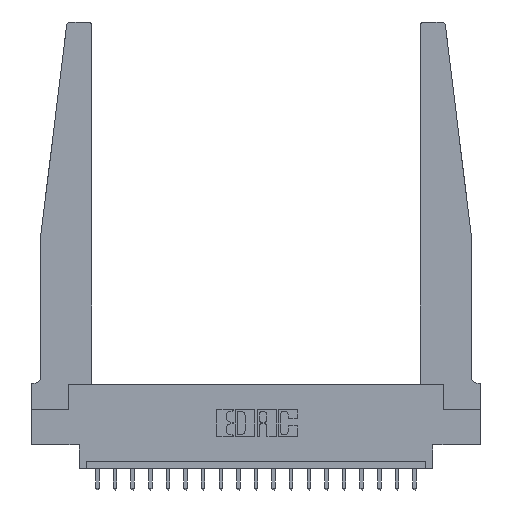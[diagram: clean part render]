
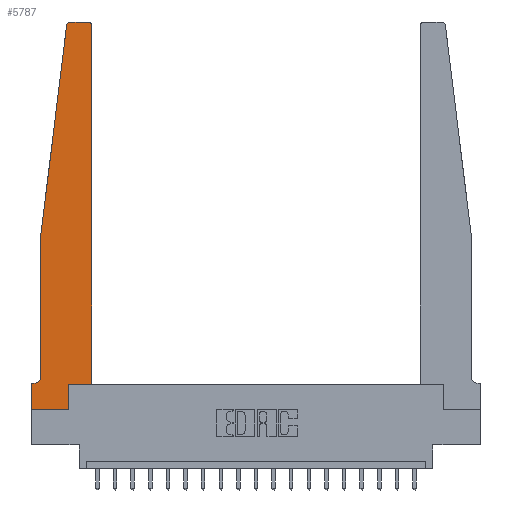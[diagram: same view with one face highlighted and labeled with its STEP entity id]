
A CAD part, top view. The second image highlights one B-rep face of the part: STEP entity #5787.
In plain terms, the highlighted planar face has unit normal (0, 0, 1).
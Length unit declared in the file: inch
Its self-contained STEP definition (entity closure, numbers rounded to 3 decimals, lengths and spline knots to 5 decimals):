
#151 = ORIENTED_EDGE ( 'NONE', *, *, #12824, .T. ) ;
#201 = LINE ( 'NONE', #6335, #12493 ) ;
#394 = ORIENTED_EDGE ( 'NONE', *, *, #13663, .T. ) ;
#417 = CARTESIAN_POINT ( 'NONE',  ( 0.065, 0.1875, 0.37 ) ) ;
#618 = DIRECTION ( 'NONE',  ( -1., 0., 0. ) ) ;
#625 = ORIENTED_EDGE ( 'NONE', *, *, #9708, .T. ) ;
#704 = CARTESIAN_POINT ( 'NONE',  ( 0.25, 2.75, 0.37 ) ) ;
#932 = CARTESIAN_POINT ( 'NONE',  ( 0.015, 0.1875, 0.37 ) ) ;
#1071 = DIRECTION ( 'NONE',  ( 1., 0., 0. ) ) ;
#1115 = EDGE_CURVE ( 'NONE', #3766, #18233, #10327, .T. ) ;
#1620 = VECTOR ( 'NONE', #16576, 39.37008 ) ;
#1725 = PLANE ( 'NONE',  #5261 ) ;
#1991 = CIRCLE ( 'NONE', #12754, 0.05 ) ;
#2017 = CARTESIAN_POINT ( 'NONE',  ( 0.395, 2.75, 0.37 ) ) ;
#2117 = DIRECTION ( 'NONE',  ( -1., 0., 0. ) ) ;
#2221 = DIRECTION ( 'NONE',  ( 1., 0., 0. ) ) ;
#2250 = VERTEX_POINT ( 'NONE', #18033 ) ;
#2402 = CIRCLE ( 'NONE', #12828, 0.03 ) ;
#2808 = ORIENTED_EDGE ( 'NONE', *, *, #4956, .T. ) ;
#3372 = EDGE_CURVE ( 'NONE', #18183, #9082, #6266, .T. ) ;
#3766 = VERTEX_POINT ( 'NONE', #9489 ) ;
#3846 = VECTOR ( 'NONE', #12496, 39.37008 ) ;
#4134 = CARTESIAN_POINT ( 'NONE',  ( 0.395, 2.72, 0.37 ) ) ;
#4328 = EDGE_CURVE ( 'NONE', #2250, #3766, #18320, .T. ) ;
#4738 = CARTESIAN_POINT ( 'NONE',  ( 0., 0.1875, 0.37 ) ) ;
#4956 = EDGE_CURVE ( 'NONE', #18233, #5544, #1991, .T. ) ;
#5261 = AXIS2_PLACEMENT_3D ( 'NONE', #15828, #6720, #19330 ) ;
#5394 = CARTESIAN_POINT ( 'NONE',  ( 0.27653, 2.75, 0.37 ) ) ;
#5448 = CARTESIAN_POINT ( 'NONE',  ( 0.015, 0.2375, 0.37 ) ) ;
#5544 = VERTEX_POINT ( 'NONE', #932 ) ;
#5787 = ADVANCED_FACE ( 'NONE', ( #8057 ), #1725, .T. ) ;
#5824 = ORIENTED_EDGE ( 'NONE', *, *, #11350, .T. ) ;
#6021 = DIRECTION ( 'NONE',  ( 0., 1., 0. ) ) ;
#6266 = LINE ( 'NONE', #6464, #3846 ) ;
#6335 = CARTESIAN_POINT ( 'NONE',  ( 0., 0., 0.37 ) ) ;
#6464 = CARTESIAN_POINT ( 'NONE',  ( 0., 0., 0.37 ) ) ;
#6720 = DIRECTION ( 'NONE',  ( 0., 0., 1. ) ) ;
#6854 = EDGE_CURVE ( 'NONE', #15489, #18183, #201, .T. ) ;
#7211 = VERTEX_POINT ( 'NONE', #5394 ) ;
#7558 = CARTESIAN_POINT ( 'NONE',  ( 0.065, 1.25, 0.37 ) ) ;
#7702 = CARTESIAN_POINT ( 'NONE',  ( 0.27653, 2.72, 0.37 ) ) ;
#7762 = DIRECTION ( 'NONE',  ( -0.122, -0.992, 0. ) ) ;
#7858 = LINE ( 'NONE', #11120, #18853 ) ;
#7881 = LINE ( 'NONE', #417, #10942 ) ;
#7972 = VERTEX_POINT ( 'NONE', #10565 ) ;
#8057 = FACE_OUTER_BOUND ( 'NONE', #10915, .T. ) ;
#8370 = CARTESIAN_POINT ( 'NONE',  ( 0.065, 0.2375, 0.37 ) ) ;
#9082 = VERTEX_POINT ( 'NONE', #15165 ) ;
#9336 = VECTOR ( 'NONE', #2117, 39.37008 ) ;
#9475 = AXIS2_PLACEMENT_3D ( 'NONE', #4134, #19896, #1071 ) ;
#9477 = CARTESIAN_POINT ( 'NONE',  ( 0.2605, 0.18, 0.37 ) ) ;
#9489 = CARTESIAN_POINT ( 'NONE',  ( 0.065, 1.25, 0.37 ) ) ;
#9708 = EDGE_CURVE ( 'NONE', #5544, #15489, #7881, .T. ) ;
#9983 = LINE ( 'NONE', #16231, #11759 ) ;
#10078 = VERTEX_POINT ( 'NONE', #9477 ) ;
#10104 = LINE ( 'NONE', #19245, #11311 ) ;
#10112 = CARTESIAN_POINT ( 'NONE',  ( 0.065, 1.25, 0.37 ) ) ;
#10137 = CIRCLE ( 'NONE', #9475, 0.03 ) ;
#10327 = LINE ( 'NONE', #10112, #1620 ) ;
#10345 = CARTESIAN_POINT ( 'NONE',  ( 0.425, 0.18, 0.37 ) ) ;
#10565 = CARTESIAN_POINT ( 'NONE',  ( 0.425, 2.72, 0.37 ) ) ;
#10865 = DIRECTION ( 'NONE',  ( 0., 0., 1. ) ) ;
#10915 = EDGE_LOOP ( 'NONE', ( #10952, #18687, #17179, #18509, #2808, #625, #17065, #14321, #5824, #394, #15308, #151 ) ) ;
#10942 = VECTOR ( 'NONE', #618, 39.37008 ) ;
#10952 = ORIENTED_EDGE ( 'NONE', *, *, #11581, .T. ) ;
#11038 = CARTESIAN_POINT ( 'NONE',  ( 0., 0., 0.37 ) ) ;
#11120 = CARTESIAN_POINT ( 'NONE',  ( 0.2605, 0.18, 0.37 ) ) ;
#11311 = VECTOR ( 'NONE', #12979, 39.37008 ) ;
#11350 = EDGE_CURVE ( 'NONE', #9082, #10078, #7858, .T. ) ;
#11581 = EDGE_CURVE ( 'NONE', #18657, #7211, #14387, .T. ) ;
#11759 = VECTOR ( 'NONE', #2221, 39.37008 ) ;
#12493 = VECTOR ( 'NONE', #18537, 39.37008 ) ;
#12496 = DIRECTION ( 'NONE',  ( 1., 0., 0. ) ) ;
#12754 = AXIS2_PLACEMENT_3D ( 'NONE', #5448, #19082, #19481 ) ;
#12824 = EDGE_CURVE ( 'NONE', #7972, #18657, #10137, .T. ) ;
#12828 = AXIS2_PLACEMENT_3D ( 'NONE', #7702, #10865, #16716 ) ;
#12979 = DIRECTION ( 'NONE',  ( 0., 1., 0. ) ) ;
#13663 = EDGE_CURVE ( 'NONE', #10078, #18987, #9983, .T. ) ;
#14321 = ORIENTED_EDGE ( 'NONE', *, *, #3372, .T. ) ;
#14387 = LINE ( 'NONE', #704, #9336 ) ;
#15165 = CARTESIAN_POINT ( 'NONE',  ( 0.2605, 0., 0.37 ) ) ;
#15308 = ORIENTED_EDGE ( 'NONE', *, *, #19486, .T. ) ;
#15489 = VERTEX_POINT ( 'NONE', #4738 ) ;
#15828 = CARTESIAN_POINT ( 'NONE',  ( 0., 0.1875, 0.37 ) ) ;
#16231 = CARTESIAN_POINT ( 'NONE',  ( 0.425, 0.18, 0.37 ) ) ;
#16576 = DIRECTION ( 'NONE',  ( 0., -1., 0. ) ) ;
#16716 = DIRECTION ( 'NONE',  ( 1., 0., 0. ) ) ;
#17065 = ORIENTED_EDGE ( 'NONE', *, *, #6854, .T. ) ;
#17179 = ORIENTED_EDGE ( 'NONE', *, *, #4328, .T. ) ;
#17279 = VECTOR ( 'NONE', #7762, 39.37008 ) ;
#17448 = EDGE_CURVE ( 'NONE', #7211, #2250, #2402, .T. ) ;
#18033 = CARTESIAN_POINT ( 'NONE',  ( 0.24675, 2.72367, 0.37 ) ) ;
#18183 = VERTEX_POINT ( 'NONE', #11038 ) ;
#18233 = VERTEX_POINT ( 'NONE', #8370 ) ;
#18320 = LINE ( 'NONE', #7558, #17279 ) ;
#18509 = ORIENTED_EDGE ( 'NONE', *, *, #1115, .T. ) ;
#18537 = DIRECTION ( 'NONE',  ( 0., -1., 0. ) ) ;
#18657 = VERTEX_POINT ( 'NONE', #2017 ) ;
#18687 = ORIENTED_EDGE ( 'NONE', *, *, #17448, .T. ) ;
#18853 = VECTOR ( 'NONE', #6021, 39.37008 ) ;
#18987 = VERTEX_POINT ( 'NONE', #10345 ) ;
#19082 = DIRECTION ( 'NONE',  ( 0., 0., -1. ) ) ;
#19245 = CARTESIAN_POINT ( 'NONE',  ( 0.425, 0.18, 0.37 ) ) ;
#19330 = DIRECTION ( 'NONE',  ( 1., 0., 0. ) ) ;
#19481 = DIRECTION ( 'NONE',  ( -1., 0., 0. ) ) ;
#19486 = EDGE_CURVE ( 'NONE', #18987, #7972, #10104, .T. ) ;
#19896 = DIRECTION ( 'NONE',  ( 0., 0., 1. ) ) ;
